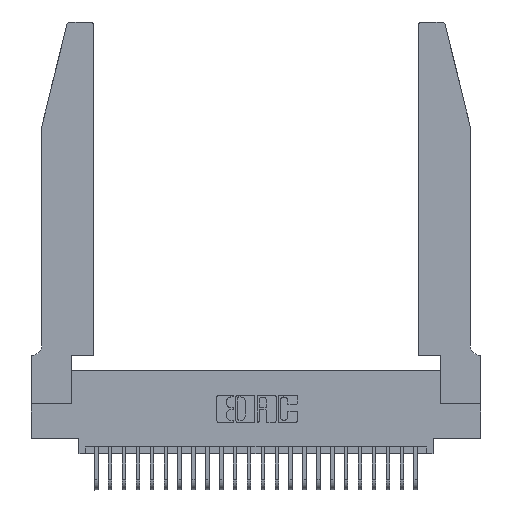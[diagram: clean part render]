
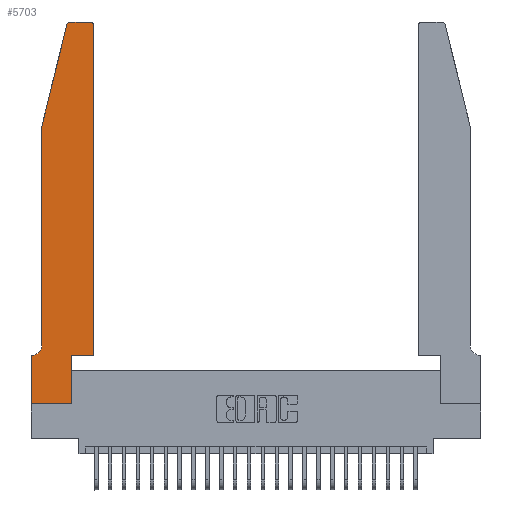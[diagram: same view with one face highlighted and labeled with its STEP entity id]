
A CAD part, top view. The second image highlights one B-rep face of the part: STEP entity #5703.
In plain terms, the highlighted planar face has unit normal (0, 0, 1).
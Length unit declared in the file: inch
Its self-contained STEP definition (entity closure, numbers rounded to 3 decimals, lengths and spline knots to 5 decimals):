
#59 = CARTESIAN_POINT ( 'NONE',  ( 0.0755, 2., 0.37 ) ) ;
#161 = CARTESIAN_POINT ( 'NONE',  ( 0.2865, 0.35, 0.37 ) ) ;
#438 = DIRECTION ( 'NONE',  ( 0., 0., 1. ) ) ;
#712 = ORIENTED_EDGE ( 'NONE', *, *, #14574, .T. ) ;
#721 = DIRECTION ( 'NONE',  ( -1., 0., 0. ) ) ;
#1091 = DIRECTION ( 'NONE',  ( 0., 0., 1. ) ) ;
#1628 = EDGE_CURVE ( 'NONE', #24989, #24270, #23257, .T. ) ;
#1798 = ORIENTED_EDGE ( 'NONE', *, *, #10702, .T. ) ;
#1801 = VECTOR ( 'NONE', #14613, 39.37008 ) ;
#2204 = DIRECTION ( 'NONE',  ( 0., 1., 0. ) ) ;
#2291 = EDGE_CURVE ( 'NONE', #3510, #9082, #23537, .T. ) ;
#2394 = VECTOR ( 'NONE', #2204, 39.37008 ) ;
#2528 = EDGE_CURVE ( 'NONE', #5258, #2562, #18082, .T. ) ;
#2562 = VERTEX_POINT ( 'NONE', #15718 ) ;
#2849 = CARTESIAN_POINT ( 'NONE',  ( 0.4505, 2.72, 0.37 ) ) ;
#3188 = ORIENTED_EDGE ( 'NONE', *, *, #5183, .T. ) ;
#3485 = ORIENTED_EDGE ( 'NONE', *, *, #24101, .T. ) ;
#3510 = VERTEX_POINT ( 'NONE', #12707 ) ;
#3517 = CARTESIAN_POINT ( 'NONE',  ( 0.4505, 0.35, 0.37 ) ) ;
#3642 = CARTESIAN_POINT ( 'NONE',  ( 0.4505, 0.35, 0.37 ) ) ;
#4923 = CARTESIAN_POINT ( 'NONE',  ( 0.0755, 0.42, 0.37 ) ) ;
#5126 = CARTESIAN_POINT ( 'NONE',  ( 0.25487, 2.72718, 0.37 ) ) ;
#5183 = EDGE_CURVE ( 'NONE', #14841, #8491, #21189, .T. ) ;
#5258 = VERTEX_POINT ( 'NONE', #2849 ) ;
#5703 = ADVANCED_FACE ( 'NONE', ( #21164 ), #20089, .T. ) ;
#6790 = CARTESIAN_POINT ( 'NONE',  ( 0., 0., 0.37 ) ) ;
#6914 = CARTESIAN_POINT ( 'NONE',  ( 0.0755, 0.35, 0.37 ) ) ;
#6939 = LINE ( 'NONE', #59, #11553 ) ;
#7081 = LINE ( 'NONE', #3517, #16864 ) ;
#7150 = LINE ( 'NONE', #6790, #1801 ) ;
#7615 = CARTESIAN_POINT ( 'NONE',  ( 0.2865, 0., 0.37 ) ) ;
#7627 = ORIENTED_EDGE ( 'NONE', *, *, #2528, .T. ) ;
#7713 = DIRECTION ( 'NONE',  ( 0., 1., 0. ) ) ;
#7807 = VECTOR ( 'NONE', #18520, 39.37008 ) ;
#7887 = ORIENTED_EDGE ( 'NONE', *, *, #18658, .T. ) ;
#7915 = LINE ( 'NONE', #24292, #22765 ) ;
#8491 = VERTEX_POINT ( 'NONE', #22870 ) ;
#8823 = AXIS2_PLACEMENT_3D ( 'NONE', #23275, #11722, #25259 ) ;
#8867 = AXIS2_PLACEMENT_3D ( 'NONE', #24224, #12678, #721 ) ;
#8923 = DIRECTION ( 'NONE',  ( -1., 0., 0. ) ) ;
#8982 = LINE ( 'NONE', #161, #2394 ) ;
#9082 = VERTEX_POINT ( 'NONE', #5126 ) ;
#10186 = ORIENTED_EDGE ( 'NONE', *, *, #10962, .T. ) ;
#10277 = LINE ( 'NONE', #6914, #19993 ) ;
#10702 = EDGE_CURVE ( 'NONE', #15680, #5258, #12709, .T. ) ;
#10962 = EDGE_CURVE ( 'NONE', #24270, #15794, #7150, .T. ) ;
#10970 = CARTESIAN_POINT ( 'NONE',  ( 0., 0., 0.37 ) ) ;
#11316 = ORIENTED_EDGE ( 'NONE', *, *, #1628, .T. ) ;
#11553 = VECTOR ( 'NONE', #21655, 39.37008 ) ;
#11722 = DIRECTION ( 'NONE',  ( 0., 0., 1. ) ) ;
#11857 = EDGE_LOOP ( 'NONE', ( #15187, #22010, #712, #7887, #3188, #24504, #11316, #10186, #3485, #12567, #1798, #7627 ) ) ;
#12404 = CARTESIAN_POINT ( 'NONE',  ( 0., 0.35, 0.37 ) ) ;
#12567 = ORIENTED_EDGE ( 'NONE', *, *, #23898, .T. ) ;
#12678 = DIRECTION ( 'NONE',  ( 0., 0., -1. ) ) ;
#12707 = CARTESIAN_POINT ( 'NONE',  ( 0.284, 2.75, 0.37 ) ) ;
#12709 = LINE ( 'NONE', #3642, #22352 ) ;
#13012 = CARTESIAN_POINT ( 'NONE',  ( 0.284, 2.72, 0.37 ) ) ;
#14270 = EDGE_CURVE ( 'NONE', #2562, #3510, #7915, .T. ) ;
#14345 = DIRECTION ( 'NONE',  ( 1., 0., 0. ) ) ;
#14574 = EDGE_CURVE ( 'NONE', #9082, #16720, #6939, .T. ) ;
#14613 = DIRECTION ( 'NONE',  ( 1., 0., 0. ) ) ;
#14841 = VERTEX_POINT ( 'NONE', #4923 ) ;
#14960 = DIRECTION ( 'NONE',  ( 1., 0., 0. ) ) ;
#15049 = CARTESIAN_POINT ( 'NONE',  ( 0.4505, 0.35, 0.37 ) ) ;
#15187 = ORIENTED_EDGE ( 'NONE', *, *, #14270, .T. ) ;
#15544 = EDGE_CURVE ( 'NONE', #8491, #24989, #10277, .T. ) ;
#15680 = VERTEX_POINT ( 'NONE', #15049 ) ;
#15718 = CARTESIAN_POINT ( 'NONE',  ( 0.4205, 2.75, 0.37 ) ) ;
#15794 = VERTEX_POINT ( 'NONE', #7615 ) ;
#16605 = CARTESIAN_POINT ( 'NONE',  ( 0., 0., 0.37 ) ) ;
#16720 = VERTEX_POINT ( 'NONE', #22332 ) ;
#16864 = VECTOR ( 'NONE', #19212, 39.37008 ) ;
#17500 = AXIS2_PLACEMENT_3D ( 'NONE', #12404, #438, #14345 ) ;
#17559 = VECTOR ( 'NONE', #22288, 39.37008 ) ;
#18082 = CIRCLE ( 'NONE', #8823, 0.03 ) ;
#18151 = LINE ( 'NONE', #20363, #17559 ) ;
#18520 = DIRECTION ( 'NONE',  ( 0., -1., 0. ) ) ;
#18658 = EDGE_CURVE ( 'NONE', #16720, #14841, #18151, .T. ) ;
#19153 = CARTESIAN_POINT ( 'NONE',  ( 0., 0.35, 0.37 ) ) ;
#19212 = DIRECTION ( 'NONE',  ( 1., 0., 0. ) ) ;
#19993 = VECTOR ( 'NONE', #8923, 39.37008 ) ;
#20089 = PLANE ( 'NONE',  #17500 ) ;
#20363 = CARTESIAN_POINT ( 'NONE',  ( 0.0755, 2., 0.37 ) ) ;
#21011 = AXIS2_PLACEMENT_3D ( 'NONE', #13012, #1091, #14960 ) ;
#21164 = FACE_OUTER_BOUND ( 'NONE', #11857, .T. ) ;
#21189 = CIRCLE ( 'NONE', #8867, 0.07 ) ;
#21655 = DIRECTION ( 'NONE',  ( -0.239, -0.971, 0. ) ) ;
#22010 = ORIENTED_EDGE ( 'NONE', *, *, #2291, .T. ) ;
#22288 = DIRECTION ( 'NONE',  ( 0., -1., 0. ) ) ;
#22332 = CARTESIAN_POINT ( 'NONE',  ( 0.0755, 2., 0.37 ) ) ;
#22352 = VECTOR ( 'NONE', #7713, 39.37008 ) ;
#22516 = DIRECTION ( 'NONE',  ( -1., 0., 0. ) ) ;
#22765 = VECTOR ( 'NONE', #22516, 39.37008 ) ;
#22870 = CARTESIAN_POINT ( 'NONE',  ( 0.0055, 0.35, 0.37 ) ) ;
#23149 = VERTEX_POINT ( 'NONE', #24317 ) ;
#23257 = LINE ( 'NONE', #16605, #7807 ) ;
#23275 = CARTESIAN_POINT ( 'NONE',  ( 0.4205, 2.72, 0.37 ) ) ;
#23537 = CIRCLE ( 'NONE', #21011, 0.03 ) ;
#23898 = EDGE_CURVE ( 'NONE', #23149, #15680, #7081, .T. ) ;
#24101 = EDGE_CURVE ( 'NONE', #15794, #23149, #8982, .T. ) ;
#24224 = CARTESIAN_POINT ( 'NONE',  ( 0.0055, 0.42, 0.37 ) ) ;
#24270 = VERTEX_POINT ( 'NONE', #10970 ) ;
#24292 = CARTESIAN_POINT ( 'NONE',  ( 0.2605, 2.75, 0.37 ) ) ;
#24317 = CARTESIAN_POINT ( 'NONE',  ( 0.2865, 0.35, 0.37 ) ) ;
#24504 = ORIENTED_EDGE ( 'NONE', *, *, #15544, .T. ) ;
#24989 = VERTEX_POINT ( 'NONE', #19153 ) ;
#25259 = DIRECTION ( 'NONE',  ( 1., 0., 0. ) ) ;
